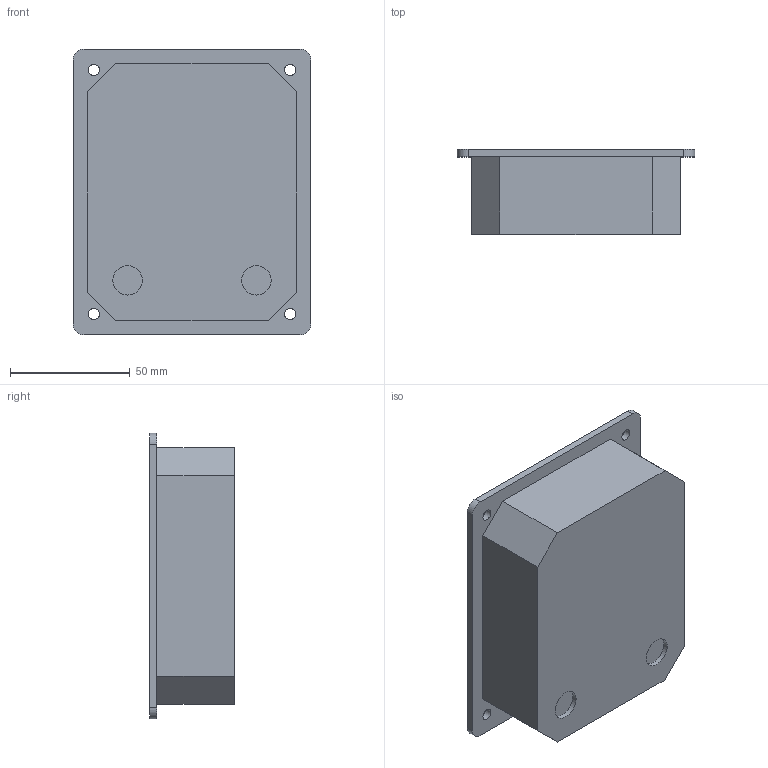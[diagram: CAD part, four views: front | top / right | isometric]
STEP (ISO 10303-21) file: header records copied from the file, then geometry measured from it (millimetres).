
FILE_DESCRIPTION(/* description */ (''),/* implementation_level */ '2;1');
FILE_NAME(/* name */ 'eStop-pot.step',/* time_stamp */ '2022-01-28T12:06:18+01:00',/* author */ (''),/* organization */ (''),/* preprocessor_version */ 'ST-DEVELOPER v18.1',/* originating_system */ 'Autodesk Translation Framework v10.13.0.1454',/* authorisation */ '');
FILE_SCHEMA (('AUTOMOTIVE_DESIGN { 1 0 10303 214 3 1 1 }'));
Length unit declared in the file: millimetre
Products named in the file (1): eStop-pot
Bounding box: 99.4 x 35.4 x 119.4 mm (x, y, z)
Volume: 52527.3 mm3; surface area: 56312 mm2
Topology: 1 solids, 1 shells, 59 faces, 150 edges, 100 vertices
Faces by surface type: plane 41, cylinder 18
Full cylindrical faces by diameter (mm): 4.7 x4, 12.3 x2
Entity records: 1829 total; most frequent: CARTESIAN_POINT 310, DIRECTION 306, ORIENTED_EDGE 300, EDGE_CURVE 150, LINE 114, VECTOR 114, VERTEX_POINT 100, AXIS2_PLACEMENT_3D 96
